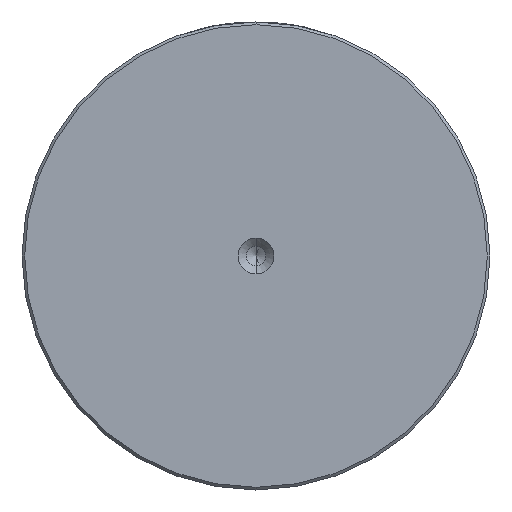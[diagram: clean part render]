
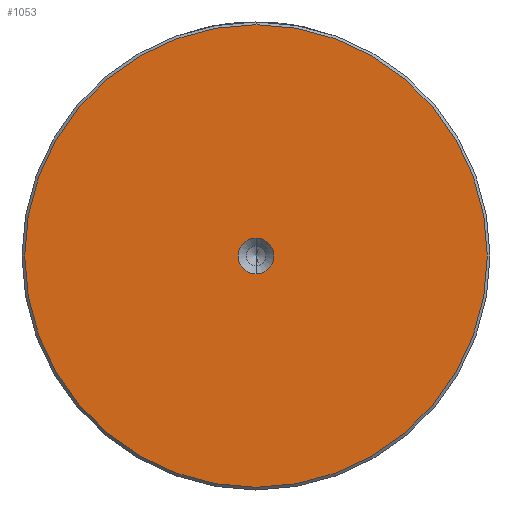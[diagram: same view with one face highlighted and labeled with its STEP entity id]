
A CAD part, left-side view. The second image highlights one B-rep face of the part: STEP entity #1053.
In plain terms, the highlighted planar face has unit normal (-1, 0, 0).
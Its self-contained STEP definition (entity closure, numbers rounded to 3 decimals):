
#52 = DIRECTION ( 'NONE',  ( -1., 0., 0. ) ) ;
#53 = CARTESIAN_POINT ( 'NONE',  ( 0., 0., 0. ) ) ;
#160 = AXIS2_PLACEMENT_3D ( 'NONE', #563, #2206, #798 ) ;
#190 = ORIENTED_EDGE ( 'NONE', *, *, #2805, .T. ) ;
#305 = DIRECTION ( 'NONE',  ( 0., 0., 1. ) ) ;
#325 = CARTESIAN_POINT ( 'NONE',  ( 0., 0., -42.5 ) ) ;
#492 = EDGE_LOOP ( 'NONE', ( #725, #2216 ) ) ;
#523 = CARTESIAN_POINT ( 'NONE',  ( 0., 0., 0. ) ) ;
#563 = CARTESIAN_POINT ( 'NONE',  ( 0., 0., 0. ) ) ;
#705 = CIRCLE ( 'NONE', #2755, 42.5 ) ;
#721 = VERTEX_POINT ( 'NONE', #2784 ) ;
#725 = ORIENTED_EDGE ( 'NONE', *, *, #2843, .F. ) ;
#759 = DIRECTION ( 'NONE',  ( 0., 0., 1. ) ) ;
#784 = CARTESIAN_POINT ( 'NONE',  ( 0., 0., 0. ) ) ;
#798 = DIRECTION ( 'NONE',  ( 0., 0., 1. ) ) ;
#888 = AXIS2_PLACEMENT_3D ( 'NONE', #784, #52, #1240 ) ;
#941 = DIRECTION ( 'NONE',  ( -1., 0., 0. ) ) ;
#946 = EDGE_CURVE ( 'NONE', #2881, #1980, #2191, .T. ) ;
#1009 = PLANE ( 'NONE',  #888 ) ;
#1053 = ADVANCED_FACE ( 'NONE', ( #1266, #1828 ), #1009, .T. ) ;
#1230 = CIRCLE ( 'NONE', #160, 3.3 ) ;
#1231 = EDGE_LOOP ( 'NONE', ( #1640, #190 ) ) ;
#1240 = DIRECTION ( 'NONE',  ( 0., 0., 1. ) ) ;
#1266 = FACE_OUTER_BOUND ( 'NONE', #1231, .T. ) ;
#1610 = AXIS2_PLACEMENT_3D ( 'NONE', #2356, #941, #2593 ) ;
#1640 = ORIENTED_EDGE ( 'NONE', *, *, #946, .T. ) ;
#1707 = DIRECTION ( 'NONE',  ( -1., 0., 0. ) ) ;
#1828 = FACE_BOUND ( 'NONE', #492, .T. ) ;
#1961 = CIRCLE ( 'NONE', #3023, 3.3 ) ;
#1980 = VERTEX_POINT ( 'NONE', #2448 ) ;
#1982 = VERTEX_POINT ( 'NONE', #2456 ) ;
#2162 = DIRECTION ( 'NONE',  ( -1., 0., 0. ) ) ;
#2191 = CIRCLE ( 'NONE', #1610, 42.5 ) ;
#2206 = DIRECTION ( 'NONE',  ( -1., 0., 0. ) ) ;
#2216 = ORIENTED_EDGE ( 'NONE', *, *, #3053, .F. ) ;
#2356 = CARTESIAN_POINT ( 'NONE',  ( 0., 0., 0. ) ) ;
#2448 = CARTESIAN_POINT ( 'NONE',  ( 0., 0., 42.5 ) ) ;
#2456 = CARTESIAN_POINT ( 'NONE',  ( 0., 0., -3.3 ) ) ;
#2593 = DIRECTION ( 'NONE',  ( 0., 0., 1. ) ) ;
#2755 = AXIS2_PLACEMENT_3D ( 'NONE', #53, #1707, #305 ) ;
#2784 = CARTESIAN_POINT ( 'NONE',  ( 0., 0., 3.3 ) ) ;
#2805 = EDGE_CURVE ( 'NONE', #1980, #2881, #705, .T. ) ;
#2843 = EDGE_CURVE ( 'NONE', #721, #1982, #1230, .T. ) ;
#2881 = VERTEX_POINT ( 'NONE', #325 ) ;
#3023 = AXIS2_PLACEMENT_3D ( 'NONE', #523, #2162, #759 ) ;
#3053 = EDGE_CURVE ( 'NONE', #1982, #721, #1961, .T. ) ;
